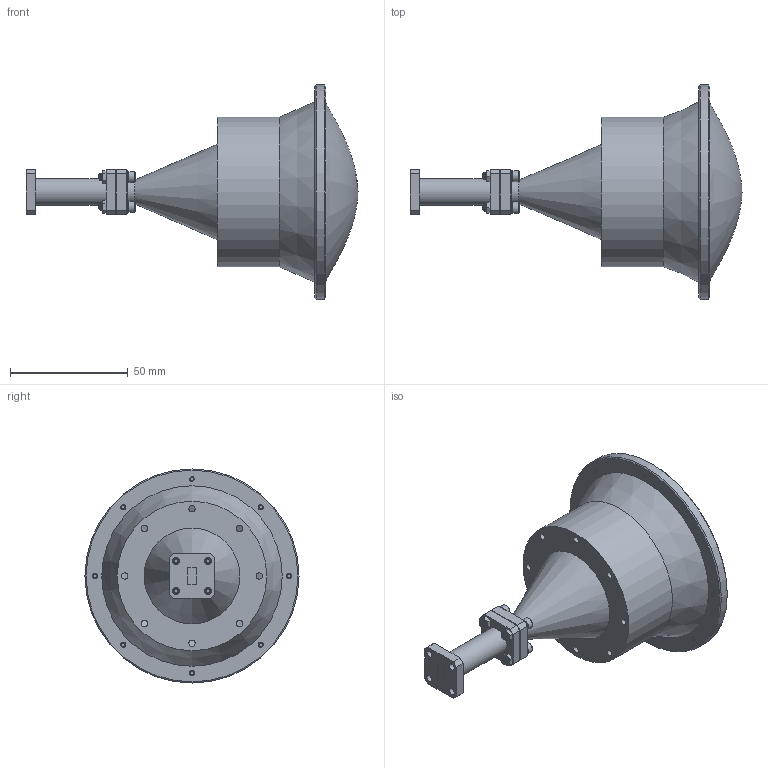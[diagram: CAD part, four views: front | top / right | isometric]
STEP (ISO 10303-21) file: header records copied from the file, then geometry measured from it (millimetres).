
FILE_DESCRIPTION (( 'STEP AP203' ), '1' );
FILE_NAME ('SAQ-333039-28-S1.STEP', '2018-11-28T20:43:26', ( '' ), ( '' ), 'SwSTEP 2.0', 'SolidWorks 2016', '' );
FILE_SCHEMA (( 'CONFIG_CONTROL_DESIGN' ));
Length unit declared in the file: inch
Products named in the file (1): SAQ-333039-28-S1
Bounding box: 141.01 x 90.93 x 90.93 mm (x, y, z)
Surface area: 30820.7 mm2 (no closed solid volume)
Topology: 0 solids, 35 shells, 359 faces, 1150 edges, 786 vertices
Faces by surface type: plane 213, cone 92, cylinder 35, bspline 19
Full cylindrical faces by diameter (mm): 2.705 x8, 2.946 x4, 4.648 x4, 10.033 x1, 11.43 x1, 63.5 x1, 88.9 x2, 90.932 x1
Entity records: 25038 total; most frequent: CARTESIAN_POINT 16264, DIRECTION 1643, ORIENTED_EDGE 1606, EDGE_CURVE 1029, VERTEX_POINT 738, AXIS2_PLACEMENT_3D 598, EDGE_LOOP 476, VECTOR 447
